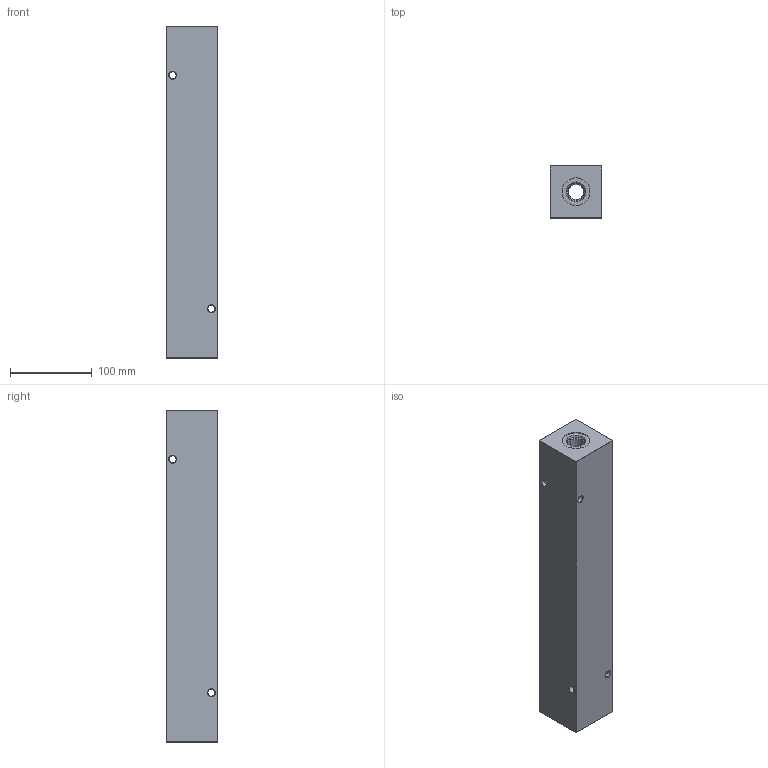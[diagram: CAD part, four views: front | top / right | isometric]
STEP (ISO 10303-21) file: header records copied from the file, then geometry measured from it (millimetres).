
FILE_DESCRIPTION (( 'STEP AP203' ), '1' );
FILE_NAME ('HM-7-0-S-10-6.STEP', '2020-10-01T20:59:58', ( '' ), ( '' ), 'SwSTEP 2.0', 'SolidWorks 2019', '' );
FILE_SCHEMA (( 'CONFIG_CONTROL_DESIGN' ));
Length unit declared in the file: inch
Products named in the file (1): HM-7-0-S-10-6
Bounding box: 63.5 x 63.5 x 406.4 mm (x, y, z)
Volume: 1482303.7 mm3; surface area: 145674.8 mm2
Topology: 1 solids, 1 shells, 559 faces, 1431 edges, 916 vertices
Faces by surface type: plane 235, bspline 186, cone 70, cylinder 68
Entity records: 26412 total; most frequent: CARTESIAN_POINT 14009, ORIENTED_EDGE 2862, DIRECTION 1931, EDGE_CURVE 1431, VERTEX_POINT 916, LINE 847, VECTOR 847, EDGE_LOOP 629
